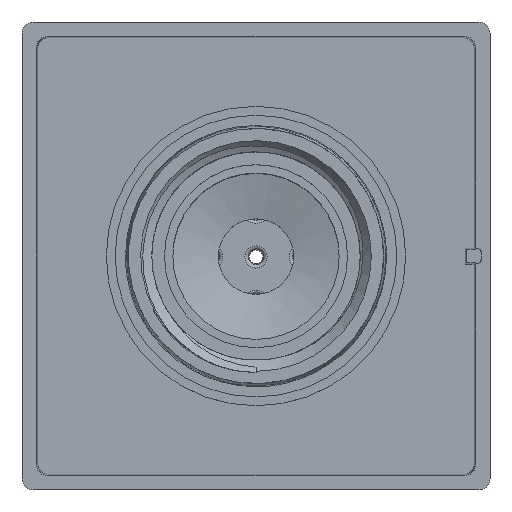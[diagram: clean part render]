
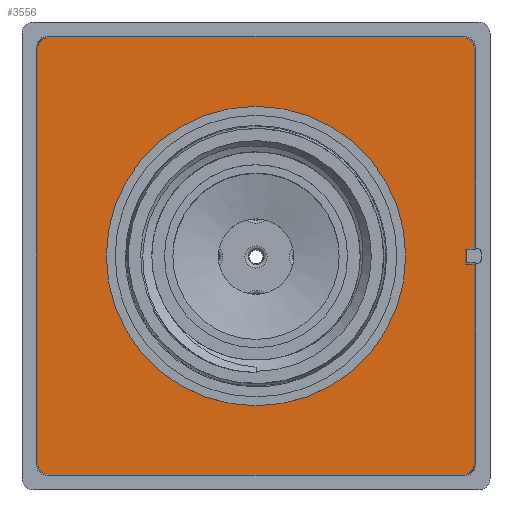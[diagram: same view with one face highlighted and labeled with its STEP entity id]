
A CAD part, top view. The second image highlights one B-rep face of the part: STEP entity #3556.
In plain terms, the highlighted face is planar.
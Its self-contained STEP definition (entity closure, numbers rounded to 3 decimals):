
#232=LINE('',#6815,#335);
#238=LINE('',#6828,#341);
#240=LINE('',#6833,#343);
#257=LINE('',#7745,#360);
#263=LINE('',#7757,#366);
#268=LINE('',#7768,#371);
#271=LINE('',#7774,#374);
#280=LINE('',#7871,#383);
#335=VECTOR('',#4381,1000.);
#341=VECTOR('',#4389,1000.);
#343=VECTOR('',#4393,1000.);
#360=VECTOR('',#4436,1000.);
#366=VECTOR('',#4444,1000.);
#371=VECTOR('',#4451,1000.);
#374=VECTOR('',#4456,1000.);
#383=VECTOR('',#4491,1000.);
#942=ORIENTED_EDGE('',*,*,#1769,.T.);
#943=ORIENTED_EDGE('',*,*,#1687,.T.);
#944=ORIENTED_EDGE('',*,*,#1770,.T.);
#945=ORIENTED_EDGE('',*,*,#1689,.T.);
#946=ORIENTED_EDGE('',*,*,#1771,.T.);
#947=ORIENTED_EDGE('',*,*,#1741,.T.);
#948=ORIENTED_EDGE('',*,*,#1747,.T.);
#949=ORIENTED_EDGE('',*,*,#1772,.T.);
#950=ORIENTED_EDGE('',*,*,#1755,.T.);
#951=ORIENTED_EDGE('',*,*,#1752,.T.);
#952=ORIENTED_EDGE('',*,*,#1773,.T.);
#953=ORIENTED_EDGE('',*,*,#1681,.T.);
#954=ORIENTED_EDGE('',*,*,#1774,.T.);
#1681=EDGE_CURVE('Edge299',#2143,#2141,#232,.T.);
#1687=EDGE_CURVE('Edge301',#2146,#2148,#238,.T.);
#1689=EDGE_CURVE('Edge344',#2151,#2149,#240,.T.);
#1741=EDGE_CURVE('Edge340',#2190,#2189,#257,.T.);
#1747=EDGE_CURVE('Edge338',#2189,#2194,#263,.T.);
#1752=EDGE_CURVE('Edge297',#2200,#2199,#268,.T.);
#1755=EDGE_CURVE('Edge296',#2202,#2200,#271,.T.);
#1769=EDGE_CURVE('Edge293',#2211,#2211,#2529,.T.);
#1770=EDGE_CURVE('Edge235',#2148,#2151,#2530,.T.);
#1771=EDGE_CURVE('Edge239',#2149,#2190,#2531,.T.);
#1772=EDGE_CURVE('Edge290',#2194,#2202,#280,.T.);
#1773=EDGE_CURVE('Edge227',#2199,#2143,#2532,.T.);
#1774=EDGE_CURVE('Edge231',#2141,#2146,#2533,.T.);
#2141=VERTEX_POINT('',#6813);
#2143=VERTEX_POINT('',#6816);
#2146=VERTEX_POINT('',#6823);
#2148=VERTEX_POINT('',#6827);
#2149=VERTEX_POINT('',#6831);
#2151=VERTEX_POINT('',#6834);
#2189=VERTEX_POINT('',#7744);
#2190=VERTEX_POINT('',#7746);
#2194=VERTEX_POINT('',#7756);
#2199=VERTEX_POINT('',#7767);
#2200=VERTEX_POINT('',#7769);
#2202=VERTEX_POINT('',#7775);
#2211=VERTEX_POINT('',#7867);
#2529=CIRCLE('',#3875,13.5);
#2530=CIRCLE('',#3877,0.866);
#2531=CIRCLE('',#3878,0.866);
#2532=CIRCLE('',#3879,0.866);
#2533=CIRCLE('',#3880,0.866);
#2791=EDGE_LOOP('',(#942));
#2792=EDGE_LOOP('',(#943,#944,#945,#946,#947,#948,#949,#950,#951,#952,#953,
#954));
#3169=FACE_BOUND('',#2791,.T.);
#3170=FACE_BOUND('',#2792,.T.);
#3440=PLANE('',#3876);
#3556=ADVANCED_FACE('Face103',(#3169,#3170),#3440,.T.);
#3875=AXIS2_PLACEMENT_3D('',#7866,#4483,#4484);
#3876=AXIS2_PLACEMENT_3D('',#7868,#4485,#4486);
#3877=AXIS2_PLACEMENT_3D('',#7869,#4487,#4488);
#3878=AXIS2_PLACEMENT_3D('',#7870,#4489,#4490);
#3879=AXIS2_PLACEMENT_3D('',#7872,#4492,#4493);
#3880=AXIS2_PLACEMENT_3D('',#7873,#4494,#4495);
#4381=DIRECTION('',(1.,0.,0.));
#4389=DIRECTION('',(0.,-1.,0.));
#4393=DIRECTION('',(-1.,0.,0.));
#4436=DIRECTION('',(0.,1.,0.));
#4444=DIRECTION('',(1.,0.,0.));
#4451=DIRECTION('',(0.,1.,0.));
#4456=DIRECTION('',(-1.,0.,0.));
#4483=DIRECTION('',(0.,0.,1.));
#4484=DIRECTION('',(1.,0.,0.));
#4485=DIRECTION('',(0.,0.,-1.));
#4486=DIRECTION('',(0.,1.,0.));
#4487=DIRECTION('',(0.,0.,-1.));
#4488=DIRECTION('',(1.,0.,0.));
#4489=DIRECTION('',(0.,0.,-1.));
#4490=DIRECTION('',(0.,-1.,0.));
#4491=DIRECTION('',(0.,1.,0.));
#4492=DIRECTION('',(0.,0.,-1.));
#4493=DIRECTION('',(-1.,0.,0.));
#4494=DIRECTION('',(0.,0.,-1.));
#4495=DIRECTION('',(0.,1.,0.));
#6813=CARTESIAN_POINT('',(18.8,19.666,-2.7));
#6815=CARTESIAN_POINT('',(0.,19.666,-2.7));
#6816=CARTESIAN_POINT('',(-18.8,19.666,-2.7));
#6823=CARTESIAN_POINT('',(19.666,18.8,-2.7));
#6827=CARTESIAN_POINT('',(19.666,-18.8,-2.7));
#6828=CARTESIAN_POINT('',(19.666,9.4,-2.7));
#6831=CARTESIAN_POINT('',(-18.8,-19.666,-2.7));
#6833=CARTESIAN_POINT('',(0.,-19.666,-2.7));
#6834=CARTESIAN_POINT('',(18.8,-19.666,-2.7));
#7744=CARTESIAN_POINT('',(-19.666,-0.718,-2.7));
#7745=CARTESIAN_POINT('',(-19.666,-9.759,-2.7));
#7746=CARTESIAN_POINT('',(-19.666,-18.8,-2.7));
#7756=CARTESIAN_POINT('',(-18.882,-0.718,-2.7));
#7757=CARTESIAN_POINT('',(-19.274,-0.718,-2.7));
#7767=CARTESIAN_POINT('',(-19.666,18.8,-2.7));
#7768=CARTESIAN_POINT('',(-19.666,9.759,-2.7));
#7769=CARTESIAN_POINT('',(-19.666,0.718,-2.7));
#7774=CARTESIAN_POINT('',(-19.274,0.718,-2.7));
#7775=CARTESIAN_POINT('',(-18.882,0.718,-2.7));
#7866=CARTESIAN_POINT('',(0.,0.,-2.7));
#7867=CARTESIAN_POINT('',(13.5,0.,-2.7));
#7868=CARTESIAN_POINT('',(0.,9.833,-2.7));
#7869=CARTESIAN_POINT('',(18.8,-18.8,-2.7));
#7870=CARTESIAN_POINT('',(-18.8,-18.8,-2.7));
#7871=CARTESIAN_POINT('',(-18.882,-0.359,-2.7));
#7872=CARTESIAN_POINT('',(-18.8,18.8,-2.7));
#7873=CARTESIAN_POINT('',(18.8,18.8,-2.7));
